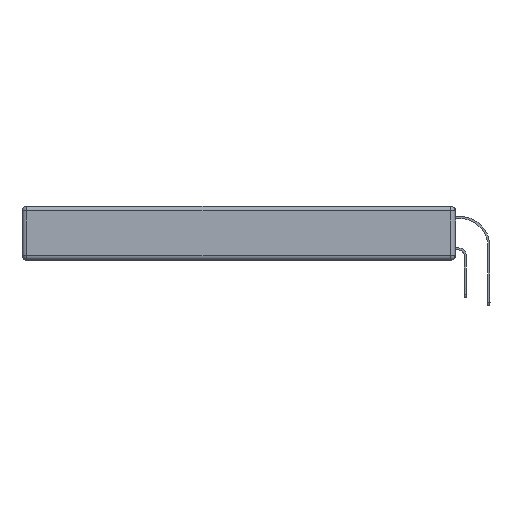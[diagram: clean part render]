
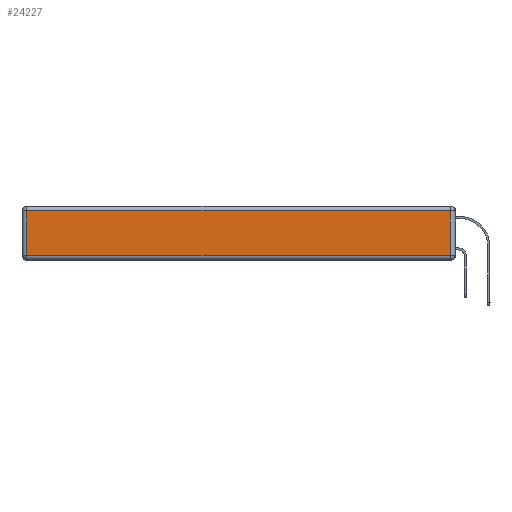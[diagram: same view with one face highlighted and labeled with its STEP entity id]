
A CAD part, left-side view. The second image highlights one B-rep face of the part: STEP entity #24227.
In plain terms, the highlighted planar face has unit normal (-1, 0, 0).
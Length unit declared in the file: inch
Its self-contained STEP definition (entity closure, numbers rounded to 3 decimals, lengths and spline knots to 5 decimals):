
#549 = CARTESIAN_POINT ( 'NONE',  ( 0., 2.72, -0.313 ) ) ;
#1628 = DIRECTION ( 'NONE',  ( 0., 1., 0. ) ) ;
#2121 = CARTESIAN_POINT ( 'NONE',  ( 0., 2.72, -0.03 ) ) ;
#2527 = LINE ( 'NONE', #21418, #25667 ) ;
#4281 = DIRECTION ( 'NONE',  ( 0., -1., 0. ) ) ;
#5593 = PLANE ( 'NONE',  #19547 ) ;
#6011 = CARTESIAN_POINT ( 'NONE',  ( 0., 2.72, -0.343 ) ) ;
#6421 = CARTESIAN_POINT ( 'NONE',  ( 0., 0., -0.313 ) ) ;
#6615 = VERTEX_POINT ( 'NONE', #2121 ) ;
#8524 = EDGE_CURVE ( 'NONE', #22232, #14424, #2527, .T. ) ;
#9499 = ORIENTED_EDGE ( 'NONE', *, *, #17385, .T. ) ;
#9545 = DIRECTION ( 'NONE',  ( 0., 0., 1. ) ) ;
#9832 = VERTEX_POINT ( 'NONE', #549 ) ;
#10266 = ORIENTED_EDGE ( 'NONE', *, *, #8524, .T. ) ;
#10270 = DIRECTION ( 'NONE',  ( 0., 0., -1. ) ) ;
#10475 = DIRECTION ( 'NONE',  ( 0., 0., 1. ) ) ;
#11049 = CARTESIAN_POINT ( 'NONE',  ( 0., 2.75, -0.03 ) ) ;
#11167 = VECTOR ( 'NONE', #4281, 39.37008 ) ;
#12707 = VECTOR ( 'NONE', #10270, 39.37008 ) ;
#13480 = ORIENTED_EDGE ( 'NONE', *, *, #14191, .T. ) ;
#13637 = LINE ( 'NONE', #11049, #17168 ) ;
#14191 = EDGE_CURVE ( 'NONE', #9832, #22232, #25160, .T. ) ;
#14424 = VERTEX_POINT ( 'NONE', #29826 ) ;
#17168 = VECTOR ( 'NONE', #1628, 39.37008 ) ;
#17324 = CARTESIAN_POINT ( 'NONE',  ( 0., 0., -0.343 ) ) ;
#17385 = EDGE_CURVE ( 'NONE', #14424, #6615, #13637, .T. ) ;
#19028 = EDGE_CURVE ( 'NONE', #6615, #9832, #22166, .T. ) ;
#19396 = ORIENTED_EDGE ( 'NONE', *, *, #19028, .T. ) ;
#19547 = AXIS2_PLACEMENT_3D ( 'NONE', #17324, #29064, #10475 ) ;
#20285 = CARTESIAN_POINT ( 'NONE',  ( 0., 0.03, -0.313 ) ) ;
#21418 = CARTESIAN_POINT ( 'NONE',  ( 0., 0.03, -0.343 ) ) ;
#22166 = LINE ( 'NONE', #6011, #12707 ) ;
#22232 = VERTEX_POINT ( 'NONE', #20285 ) ;
#24227 = ADVANCED_FACE ( 'NONE', ( #24501 ), #5593, .T. ) ;
#24501 = FACE_OUTER_BOUND ( 'NONE', #26924, .T. ) ;
#25160 = LINE ( 'NONE', #6421, #11167 ) ;
#25667 = VECTOR ( 'NONE', #9545, 39.37008 ) ;
#26924 = EDGE_LOOP ( 'NONE', ( #13480, #10266, #9499, #19396 ) ) ;
#29064 = DIRECTION ( 'NONE',  ( -1., 0., 0. ) ) ;
#29826 = CARTESIAN_POINT ( 'NONE',  ( 0., 0.03, -0.03 ) ) ;
